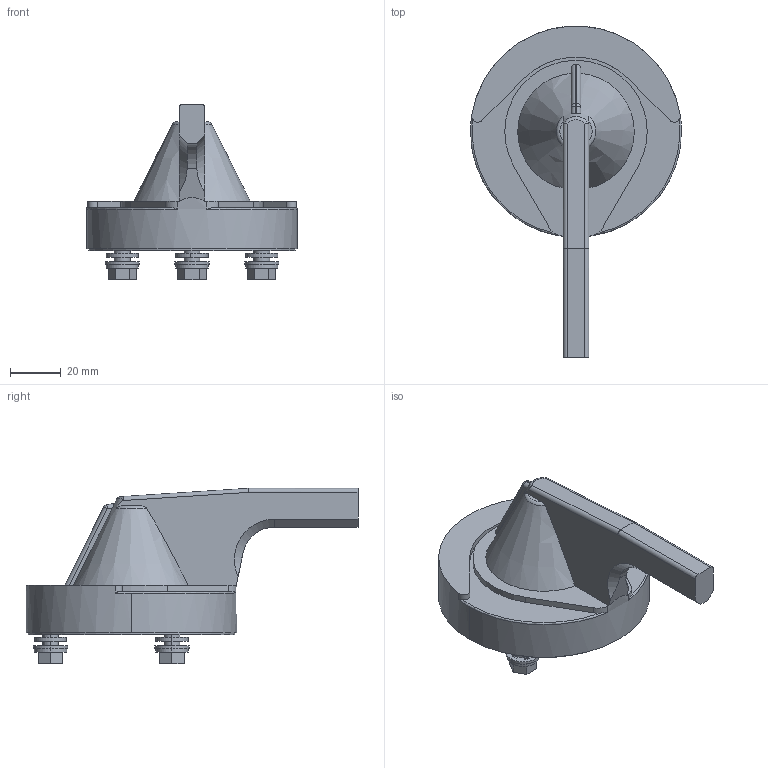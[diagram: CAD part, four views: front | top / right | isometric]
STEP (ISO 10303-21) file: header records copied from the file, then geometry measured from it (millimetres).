
FILE_DESCRIPTION((''),'2;1');
FILE_NAME('9421LH3_ASM','2017-10-13T',('SESA55283'),('Schneider-Electric'),'PRO/ENGINEER BY PARAMETRIC TECHNOLOGY CORPORATION, 2015440','PRO/ENGINEER BY PARAMETRIC TECHNOLOGY CORPORATION, 2015440','');
FILE_SCHEMA(('CONFIG_CONTROL_DESIGN'));
Length unit declared in the file: inch
Products named in the file (6): 9421LH3; 50002-021-01; 23601-12010; 23704-12000; 21422-20160; 9421LH3_ASM
Assembly tree (11 placements, depth 2):
  9421LH3_ASM
    9421LH3
    50002-021-01
    23601-12010  x3
    23704-12000  x3
    21422-20160  x3
Bounding box: 82.8 x 130.3 x 68.83 mm (x, y, z)
Volume: 142856.6 mm3; surface area: 36891.1 mm2
Topology: 11 solids, 14 shells, 232 faces, 585 edges, 388 vertices
Faces by surface type: plane 114, cylinder 106, torus 4, cone 3, sphere 2, extrusion 2, bspline 1
Entity records: 4397 total; most frequent: CARTESIAN_POINT 988, DIRECTION 710, ORIENTED_EDGE 654, EDGE_CURVE 329, AXIS2_PLACEMENT_3D 269, VERTEX_POINT 216, VECTOR 172, LINE 170
